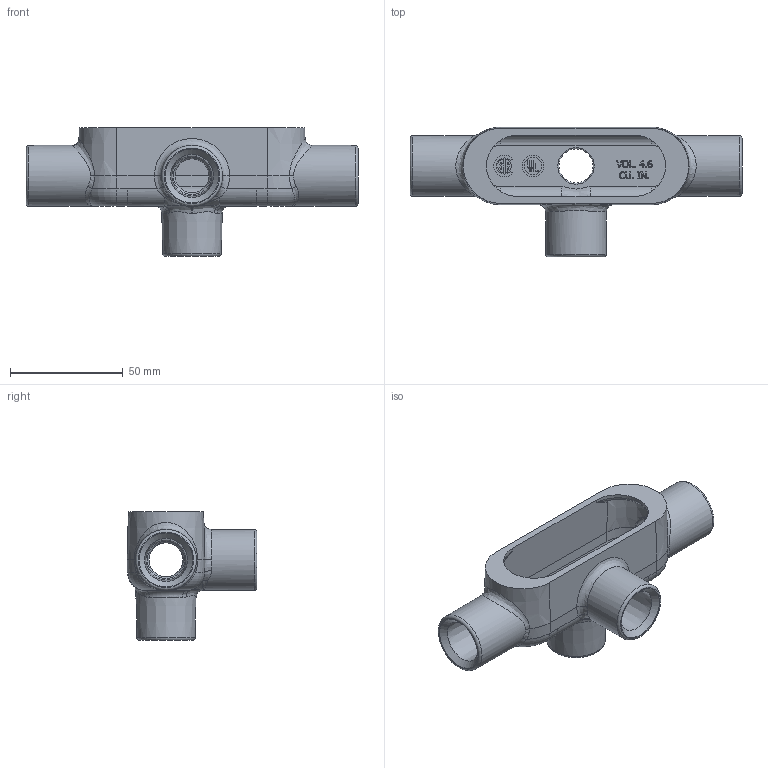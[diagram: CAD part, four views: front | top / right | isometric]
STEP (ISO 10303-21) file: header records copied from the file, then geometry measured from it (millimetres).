
FILE_DESCRIPTION(/* description */ ('OTA-1'),/* implementation_level */ '2;1');
FILE_NAME(/* name */ 'KIL_OTA-1.stp',/* time_stamp */ '2019-12-18T19:49:27+05:00',/* author */ ('mashraf'),/* organization */ (''),/* preprocessor_version */ 'ST-DEVELOPER v16.13',/* originating_system */ 'Autodesk Inventor 2018',/* authorisation */ '');
FILE_SCHEMA (('AUTOMOTIVE_DESIGN { 1 0 10303 214 3 1 1 }'));
Length unit declared in the file: inch
Products named in the file (1): 17625AAAC
Bounding box: 147.24 x 57.55 x 57.15 mm (x, y, z)
Volume: 61008.9 mm3; surface area: 33110.5 mm2
Topology: 1 solids, 1 shells, 501 faces, 1289 edges, 818 vertices
Faces by surface type: plane 293, bspline 120, cylinder 35, torus 30, cone 23
Full cylindrical faces by diameter (mm): 0.886 x1, 1.067 x1, 7.763 x1, 9.525 x1, 15.113 x4, 26.987 x3
Entity records: 17387 total; most frequent: CARTESIAN_POINT 6066, ORIENTED_EDGE 2476, DIRECTION 1958, EDGE_CURVE 1238, LINE 818, VECTOR 818, VERTEX_POINT 812, EDGE_LOOP 582
